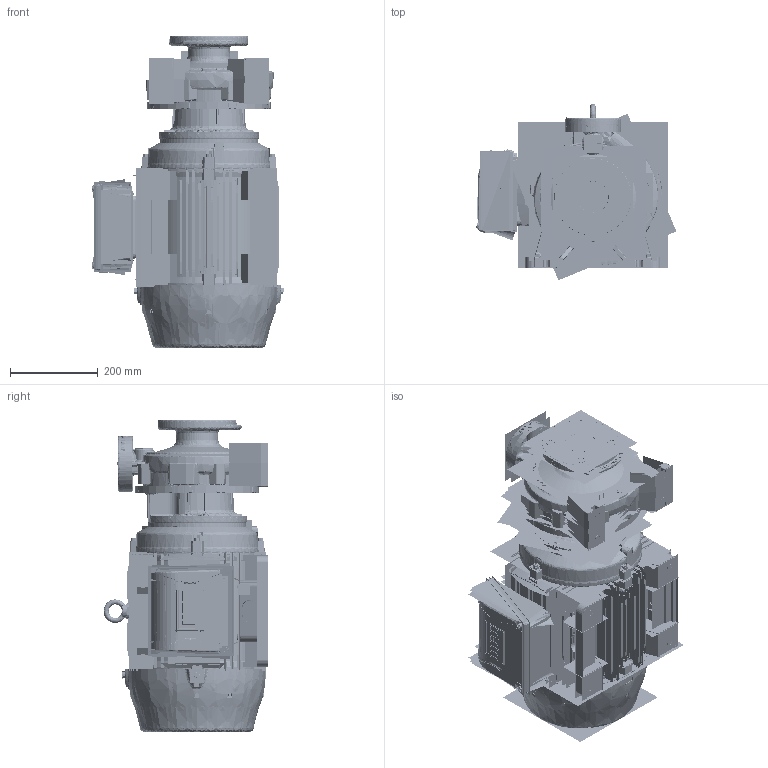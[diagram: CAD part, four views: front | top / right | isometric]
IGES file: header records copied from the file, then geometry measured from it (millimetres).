
Start section:  PTC IGES file: 87233481-00.igs
Global section: file name: 87233481-00.igs; native system: Creo Parametric by PTC Inc.; preprocessor: 2019224; author: santl04; organization: Unknown; date: 20200114.094907; units: millimetre
Bounding box: 458.15 x 403.9 x 713.79 mm (x, y, z)
Volume: 1931619.6 mm3; surface area: 23724108 mm2
Topology: 14 solids, 28 shells, 12342 faces, 75389 edges, 103674 vertices
Faces by surface type: bspline 8672, revolution 3654, extrusion 16
